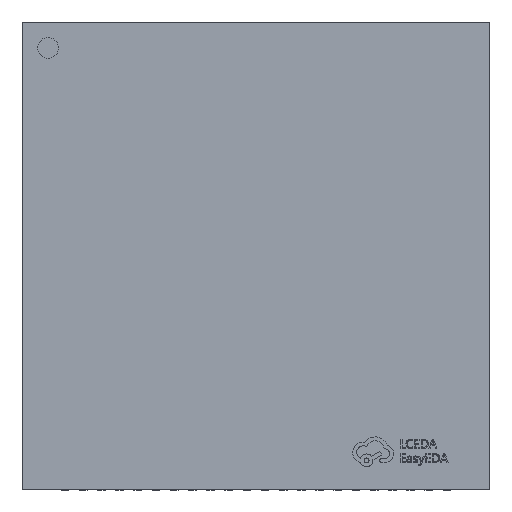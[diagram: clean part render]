
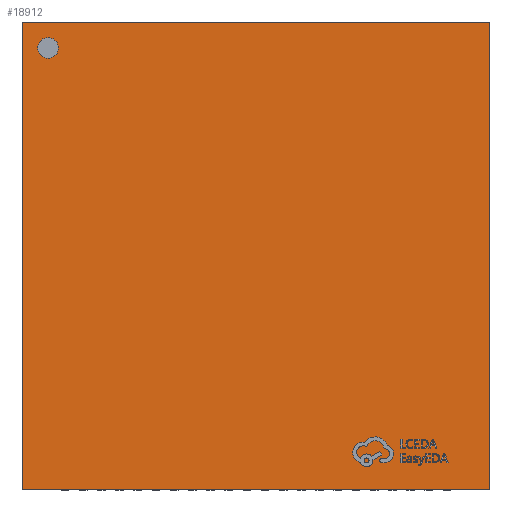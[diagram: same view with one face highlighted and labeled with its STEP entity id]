
A CAD part, top view. The second image highlights one B-rep face of the part: STEP entity #18912.
In plain terms, the highlighted planar face has unit normal (0, 0, 1).
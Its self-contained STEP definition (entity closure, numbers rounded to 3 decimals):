
#255 = CARTESIAN_POINT ( 'NONE',  ( -4., 4., 0.83 ) ) ;
#3047 = VERTEX_POINT ( 'NONE', #34823 ) ;
#3497 = LINE ( 'NONE', #21963, #21419 ) ;
#3984 = EDGE_CURVE ( 'NONE', #19514, #3047, #25900, .T. ) ;
#4426 = AXIS2_PLACEMENT_3D ( 'NONE', #255, #12915, #25610 ) ;
#4639 = EDGE_CURVE ( 'NONE', #3047, #19514, #8353, .T. ) ;
#6161 = DIRECTION ( 'NONE',  ( -1., 0., 0. ) ) ;
#6610 = AXIS2_PLACEMENT_3D ( 'NONE', #25092, #9065, #28801 ) ;
#8231 = DIRECTION ( 'NONE',  ( 0., -1., 0. ) ) ;
#8353 = CIRCLE ( 'NONE', #4426, 0.2 ) ;
#8972 = LINE ( 'NONE', #18741, #36128 ) ;
#9065 = DIRECTION ( 'NONE',  ( 0., 0., 1. ) ) ;
#10152 = CARTESIAN_POINT ( 'NONE',  ( -4.5, -4.5, 0.83 ) ) ;
#10365 = FACE_OUTER_BOUND ( 'NONE', #37240, .T. ) ;
#10564 = DIRECTION ( 'NONE',  ( 0., 0., -1. ) ) ;
#11418 = VECTOR ( 'NONE', #8231, 1000. ) ;
#12290 = DIRECTION ( 'NONE',  ( 1., 0., 0. ) ) ;
#12915 = DIRECTION ( 'NONE',  ( 0., 0., 1. ) ) ;
#14682 = CARTESIAN_POINT ( 'NONE',  ( -4.5, -4.5, 0.83 ) ) ;
#15437 = CARTESIAN_POINT ( 'NONE',  ( -4.5, 4.5, 0.83 ) ) ;
#15775 = LINE ( 'NONE', #28475, #30196 ) ;
#16144 = ORIENTED_EDGE ( 'NONE', *, *, #38647, .T. ) ;
#16527 = VERTEX_POINT ( 'NONE', #23166 ) ;
#16970 = FACE_BOUND ( 'NONE', #29285, .T. ) ;
#17445 = CARTESIAN_POINT ( 'NONE',  ( 4.5, 4.5, 0.83 ) ) ;
#17478 = VERTEX_POINT ( 'NONE', #15437 ) ;
#18021 = VERTEX_POINT ( 'NONE', #10152 ) ;
#18741 = CARTESIAN_POINT ( 'NONE',  ( 4.5, -4.5, 0.83 ) ) ;
#18912 = ADVANCED_FACE ( 'NONE', ( #16970, #10365 ), #33236, .F. ) ;
#19514 = VERTEX_POINT ( 'NONE', #28835 ) ;
#19658 = AXIS2_PLACEMENT_3D ( 'NONE', #26156, #10564, #30092 ) ;
#19986 = ORIENTED_EDGE ( 'NONE', *, *, #36716, .T. ) ;
#21419 = VECTOR ( 'NONE', #6161, 1000. ) ;
#21963 = CARTESIAN_POINT ( 'NONE',  ( -4.5, 4.5, 0.83 ) ) ;
#22376 = VERTEX_POINT ( 'NONE', #17445 ) ;
#23166 = CARTESIAN_POINT ( 'NONE',  ( 4.5, -4.5, 0.83 ) ) ;
#24808 = ORIENTED_EDGE ( 'NONE', *, *, #36902, .T. ) ;
#25092 = CARTESIAN_POINT ( 'NONE',  ( -4., 4., 0.83 ) ) ;
#25610 = DIRECTION ( 'NONE',  ( 1., 0., 0. ) ) ;
#25900 = CIRCLE ( 'NONE', #6610, 0.2 ) ;
#26156 = CARTESIAN_POINT ( 'NONE',  ( 0., 0., 0.83 ) ) ;
#27150 = LINE ( 'NONE', #14682, #11418 ) ;
#28291 = DIRECTION ( 'NONE',  ( 0., 1., 0. ) ) ;
#28475 = CARTESIAN_POINT ( 'NONE',  ( -4.5, -4.5, 0.83 ) ) ;
#28495 = EDGE_CURVE ( 'NONE', #18021, #16527, #15775, .T. ) ;
#28801 = DIRECTION ( 'NONE',  ( 1., 0., 0. ) ) ;
#28835 = CARTESIAN_POINT ( 'NONE',  ( -4.2, 4., 0.83 ) ) ;
#29285 = EDGE_LOOP ( 'NONE', ( #40768, #39209 ) ) ;
#30092 = DIRECTION ( 'NONE',  ( -1., 0., 0. ) ) ;
#30196 = VECTOR ( 'NONE', #12290, 1000. ) ;
#32413 = ORIENTED_EDGE ( 'NONE', *, *, #28495, .T. ) ;
#33236 = PLANE ( 'NONE',  #19658 ) ;
#34823 = CARTESIAN_POINT ( 'NONE',  ( -3.8, 4., 0.83 ) ) ;
#36128 = VECTOR ( 'NONE', #28291, 1000. ) ;
#36716 = EDGE_CURVE ( 'NONE', #17478, #18021, #27150, .T. ) ;
#36902 = EDGE_CURVE ( 'NONE', #22376, #17478, #3497, .T. ) ;
#37240 = EDGE_LOOP ( 'NONE', ( #16144, #24808, #19986, #32413 ) ) ;
#38647 = EDGE_CURVE ( 'NONE', #16527, #22376, #8972, .T. ) ;
#39209 = ORIENTED_EDGE ( 'NONE', *, *, #3984, .F. ) ;
#40768 = ORIENTED_EDGE ( 'NONE', *, *, #4639, .F. ) ;
